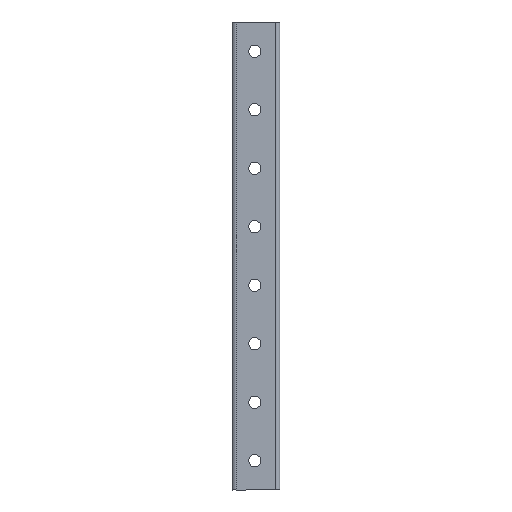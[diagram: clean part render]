
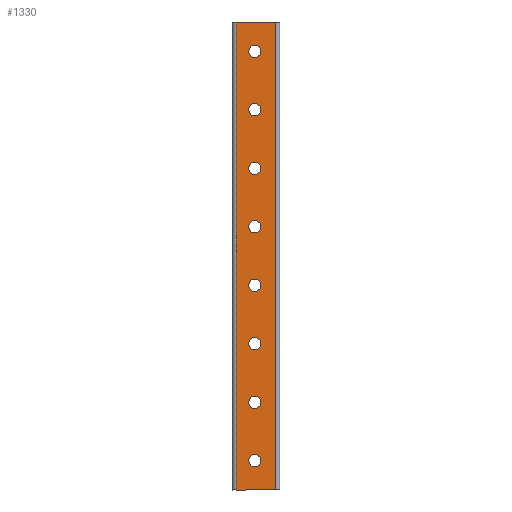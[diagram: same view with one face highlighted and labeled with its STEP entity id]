
A CAD part, left-side view. The second image highlights one B-rep face of the part: STEP entity #1330.
In plain terms, the highlighted planar face has unit normal (-1, 0, 0).
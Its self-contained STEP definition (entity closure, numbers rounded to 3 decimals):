
#4 = DIRECTION ( 'NONE',  ( 0., -1., 0. ) ) ;
#5 = DIRECTION ( 'NONE',  ( -1., 0., 0. ) ) ;
#12 = DIRECTION ( 'NONE',  ( 0., -1., 0. ) ) ;
#16 = DIRECTION ( 'NONE',  ( -1., 0., 0. ) ) ;
#18 = CARTESIAN_POINT ( 'NONE',  ( -20.5, 21.5, -75. ) ) ;
#33 = CARTESIAN_POINT ( 'NONE',  ( -20.5, 21.5, -125. ) ) ;
#56 = VERTEX_POINT ( 'NONE', #1018 ) ;
#58 = VERTEX_POINT ( 'NONE', #984 ) ;
#102 = EDGE_LOOP ( 'NONE', ( #408, #310, #465, #359 ) ) ;
#103 = EDGE_LOOP ( 'NONE', ( #460 ) ) ;
#104 = EDGE_LOOP ( 'NONE', ( #461 ) ) ;
#275 = CIRCLE ( 'NONE', #2178, 5.25 ) ;
#297 = EDGE_LOOP ( 'NONE', ( #360 ) ) ;
#304 = EDGE_LOOP ( 'NONE', ( #311 ) ) ;
#310 = ORIENTED_EDGE ( 'NONE', *, *, #2610, .T. ) ;
#311 = ORIENTED_EDGE ( 'NONE', *, *, #2492, .F. ) ;
#345 = EDGE_LOOP ( 'NONE', ( #468 ) ) ;
#355 = EDGE_LOOP ( 'NONE', ( #463 ) ) ;
#359 = ORIENTED_EDGE ( 'NONE', *, *, #2322, .F. ) ;
#360 = ORIENTED_EDGE ( 'NONE', *, *, #2409, .F. ) ;
#394 = EDGE_LOOP ( 'NONE', ( #409 ) ) ;
#401 = EDGE_LOOP ( 'NONE', ( #464 ) ) ;
#408 = ORIENTED_EDGE ( 'NONE', *, *, #2356, .T. ) ;
#409 = ORIENTED_EDGE ( 'NONE', *, *, #2542, .F. ) ;
#460 = ORIENTED_EDGE ( 'NONE', *, *, #2371, .F. ) ;
#461 = ORIENTED_EDGE ( 'NONE', *, *, #2389, .F. ) ;
#463 = ORIENTED_EDGE ( 'NONE', *, *, #2573, .F. ) ;
#464 = ORIENTED_EDGE ( 'NONE', *, *, #2593, .F. ) ;
#465 = ORIENTED_EDGE ( 'NONE', *, *, #2342, .T. ) ;
#468 = ORIENTED_EDGE ( 'NONE', *, *, #2437, .F. ) ;
#670 = CIRCLE ( 'NONE', #2203, 5.25 ) ;
#693 = CIRCLE ( 'NONE', #2235, 5.25 ) ;
#725 = CIRCLE ( 'NONE', #2161, 5.25 ) ;
#741 = CIRCLE ( 'NONE', #2155, 5.25 ) ;
#756 = CIRCLE ( 'NONE', #2164, 5.25 ) ;
#775 = CIRCLE ( 'NONE', #2263, 5.25 ) ;
#792 = LINE ( 'NONE', #1805, #794 ) ;
#794 = VECTOR ( 'NONE', #1818, 1000. ) ;
#800 = VERTEX_POINT ( 'NONE', #1821 ) ;
#801 = VERTEX_POINT ( 'NONE', #1822 ) ;
#804 = VERTEX_POINT ( 'NONE', #1825 ) ;
#808 = VERTEX_POINT ( 'NONE', #1829 ) ;
#812 = VERTEX_POINT ( 'NONE', #1833 ) ;
#816 = VERTEX_POINT ( 'NONE', #1837 ) ;
#821 = VERTEX_POINT ( 'NONE', #1842 ) ;
#824 = VERTEX_POINT ( 'NONE', #1845 ) ;
#956 = CARTESIAN_POINT ( 'NONE',  ( -20.5, 3.5, -200. ) ) ;
#963 = CARTESIAN_POINT ( 'NONE',  ( -20.5, 3.5, 200. ) ) ;
#984 = CARTESIAN_POINT ( 'NONE',  ( -20.5, 37.5, -200. ) ) ;
#1018 = CARTESIAN_POINT ( 'NONE',  ( -20.5, 37.5, 200. ) ) ;
#1032 = CIRCLE ( 'NONE', #2150, 5.25 ) ;
#1094 = VERTEX_POINT ( 'NONE', #963 ) ;
#1101 = VERTEX_POINT ( 'NONE', #956 ) ;
#1203 = CARTESIAN_POINT ( 'NONE',  ( -20.5, 41., -200. ) ) ;
#1224 = DIRECTION ( 'NONE',  ( 0., 1., 0. ) ) ;
#1233 = DIRECTION ( 'NONE',  ( 0., 0., -1. ) ) ;
#1245 = CARTESIAN_POINT ( 'NONE',  ( -20.5, 3.5, 1500. ) ) ;
#1259 = CARTESIAN_POINT ( 'NONE',  ( -20.5, 41., 200. ) ) ;
#1269 = DIRECTION ( 'NONE',  ( 0., -1., 0. ) ) ;
#1330 = ADVANCED_FACE ( 'NONE', ( #2446, #2524, #2443, #2445, #2627, #2515, #2439, #2523, #2626 ), #1702, .F. ) ;
#1499 = VECTOR ( 'NONE', #1224, 1000. ) ;
#1511 = LINE ( 'NONE', #1259, #1499 ) ;
#1519 = VECTOR ( 'NONE', #1269, 1000. ) ;
#1527 = LINE ( 'NONE', #1203, #1519 ) ;
#1556 = LINE ( 'NONE', #1245, #1559 ) ;
#1559 = VECTOR ( 'NONE', #1233, 1000. ) ;
#1685 = DIRECTION ( 'NONE',  ( 1., 0., 0. ) ) ;
#1687 = CARTESIAN_POINT ( 'NONE',  ( -20.5, 37.5, 1500. ) ) ;
#1693 = DIRECTION ( 'NONE',  ( 0., 1., 0. ) ) ;
#1702 = PLANE ( 'NONE',  #2391 ) ;
#1786 = CARTESIAN_POINT ( 'NONE',  ( -20.5, 21.5, -175. ) ) ;
#1787 = DIRECTION ( 'NONE',  ( -1., 0., 0. ) ) ;
#1788 = DIRECTION ( 'NONE',  ( 0., -1., 0. ) ) ;
#1805 = CARTESIAN_POINT ( 'NONE',  ( -20.5, 37.5, 1500. ) ) ;
#1818 = DIRECTION ( 'NONE',  ( 0., 0., -1. ) ) ;
#1821 = CARTESIAN_POINT ( 'NONE',  ( -20.5, 16.25, 175. ) ) ;
#1822 = CARTESIAN_POINT ( 'NONE',  ( -20.5, 16.25, 125. ) ) ;
#1825 = CARTESIAN_POINT ( 'NONE',  ( -20.5, 16.25, 75. ) ) ;
#1829 = CARTESIAN_POINT ( 'NONE',  ( -20.5, 16.25, 25. ) ) ;
#1833 = CARTESIAN_POINT ( 'NONE',  ( -20.5, 16.25, -25. ) ) ;
#1837 = CARTESIAN_POINT ( 'NONE',  ( -20.5, 16.25, -75. ) ) ;
#1842 = CARTESIAN_POINT ( 'NONE',  ( -20.5, 16.25, -125. ) ) ;
#1845 = CARTESIAN_POINT ( 'NONE',  ( -20.5, 16.25, -175. ) ) ;
#1906 = CARTESIAN_POINT ( 'NONE',  ( -20.5, 21.5, 75. ) ) ;
#1912 = DIRECTION ( 'NONE',  ( 0., -1., 0. ) ) ;
#1921 = DIRECTION ( 'NONE',  ( 0., -1., 0. ) ) ;
#1926 = DIRECTION ( 'NONE',  ( -1., 0., 0. ) ) ;
#1927 = CARTESIAN_POINT ( 'NONE',  ( -20.5, 21.5, 175. ) ) ;
#1945 = DIRECTION ( 'NONE',  ( -1., 0., 0. ) ) ;
#1953 = CARTESIAN_POINT ( 'NONE',  ( -20.5, 21.5, 125. ) ) ;
#2150 = AXIS2_PLACEMENT_3D ( 'NONE', #2689, #2683, #2682 ) ;
#2155 = AXIS2_PLACEMENT_3D ( 'NONE', #18, #16, #12 ) ;
#2161 = AXIS2_PLACEMENT_3D ( 'NONE', #2646, #2712, #2711 ) ;
#2164 = AXIS2_PLACEMENT_3D ( 'NONE', #33, #5, #4 ) ;
#2178 = AXIS2_PLACEMENT_3D ( 'NONE', #1906, #2708, #2707 ) ;
#2203 = AXIS2_PLACEMENT_3D ( 'NONE', #1953, #1945, #1921 ) ;
#2235 = AXIS2_PLACEMENT_3D ( 'NONE', #1927, #1926, #1912 ) ;
#2263 = AXIS2_PLACEMENT_3D ( 'NONE', #1786, #1787, #1788 ) ;
#2322 = EDGE_CURVE ( 'NONE', #1094, #1101, #1556, .T. ) ;
#2342 = EDGE_CURVE ( 'NONE', #58, #1101, #1527, .T. ) ;
#2356 = EDGE_CURVE ( 'NONE', #1094, #56, #1511, .T. ) ;
#2371 = EDGE_CURVE ( 'NONE', #800, #800, #693, .T. ) ;
#2389 = EDGE_CURVE ( 'NONE', #801, #801, #670, .T. ) ;
#2391 = AXIS2_PLACEMENT_3D ( 'NONE', #1687, #1685, #1693 ) ;
#2409 = EDGE_CURVE ( 'NONE', #804, #804, #275, .T. ) ;
#2437 = EDGE_CURVE ( 'NONE', #808, #808, #1032, .T. ) ;
#2439 = FACE_BOUND ( 'NONE', #104, .T. ) ;
#2443 = FACE_BOUND ( 'NONE', #394, .T. ) ;
#2445 = FACE_BOUND ( 'NONE', #304, .T. ) ;
#2446 = FACE_BOUND ( 'NONE', #401, .T. ) ;
#2492 = EDGE_CURVE ( 'NONE', #812, #812, #725, .T. ) ;
#2515 = FACE_BOUND ( 'NONE', #297, .T. ) ;
#2523 = FACE_BOUND ( 'NONE', #103, .T. ) ;
#2524 = FACE_BOUND ( 'NONE', #355, .T. ) ;
#2542 = EDGE_CURVE ( 'NONE', #816, #816, #741, .T. ) ;
#2573 = EDGE_CURVE ( 'NONE', #821, #821, #756, .T. ) ;
#2593 = EDGE_CURVE ( 'NONE', #824, #824, #775, .T. ) ;
#2610 = EDGE_CURVE ( 'NONE', #56, #58, #792, .T. ) ;
#2626 = FACE_OUTER_BOUND ( 'NONE', #102, .T. ) ;
#2627 = FACE_BOUND ( 'NONE', #345, .T. ) ;
#2646 = CARTESIAN_POINT ( 'NONE',  ( -20.5, 21.5, -25. ) ) ;
#2682 = DIRECTION ( 'NONE',  ( 0., -1., 0. ) ) ;
#2683 = DIRECTION ( 'NONE',  ( -1., 0., 0. ) ) ;
#2689 = CARTESIAN_POINT ( 'NONE',  ( -20.5, 21.5, 25. ) ) ;
#2707 = DIRECTION ( 'NONE',  ( 0., -1., 0. ) ) ;
#2708 = DIRECTION ( 'NONE',  ( -1., 0., 0. ) ) ;
#2711 = DIRECTION ( 'NONE',  ( 0., -1., 0. ) ) ;
#2712 = DIRECTION ( 'NONE',  ( -1., 0., 0. ) ) ;
